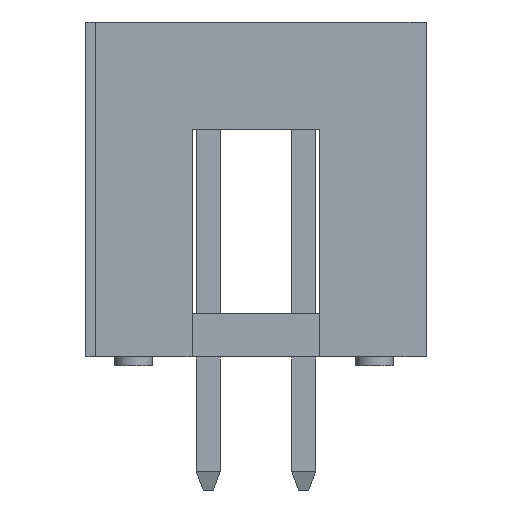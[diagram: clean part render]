
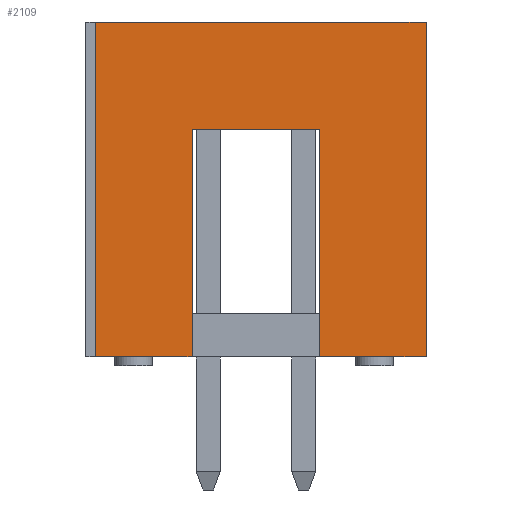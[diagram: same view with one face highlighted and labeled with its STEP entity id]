
A CAD part, left-side view. The second image highlights one B-rep face of the part: STEP entity #2109.
In plain terms, the highlighted planar face has unit normal (-1, 0, 0).
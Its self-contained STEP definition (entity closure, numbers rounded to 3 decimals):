
#209=FACE_OUTER_BOUND('',#323,.T.);
#323=EDGE_LOOP('',(#1431,#1432,#1433,#1434,#1435,#1436,#1437,#1438));
#450=LINE('',#3036,#699);
#451=LINE('',#3038,#700);
#452=LINE('',#3040,#701);
#453=LINE('',#3042,#702);
#454=LINE('',#3044,#703);
#455=LINE('',#3046,#704);
#456=LINE('',#3048,#705);
#457=LINE('',#3049,#706);
#699=VECTOR('',#2482,10.);
#700=VECTOR('',#2483,10.);
#701=VECTOR('',#2484,10.);
#702=VECTOR('',#2485,10.);
#703=VECTOR('',#2486,10.);
#704=VECTOR('',#2487,10.);
#705=VECTOR('',#2488,10.);
#706=VECTOR('',#2489,10.);
#948=VERTEX_POINT('',#3034);
#949=VERTEX_POINT('',#3035);
#950=VERTEX_POINT('',#3037);
#951=VERTEX_POINT('',#3039);
#952=VERTEX_POINT('',#3041);
#953=VERTEX_POINT('',#3043);
#954=VERTEX_POINT('',#3045);
#955=VERTEX_POINT('',#3047);
#1140=EDGE_CURVE('',#948,#949,#450,.T.);
#1141=EDGE_CURVE('',#950,#948,#451,.T.);
#1142=EDGE_CURVE('',#951,#950,#452,.T.);
#1143=EDGE_CURVE('',#952,#951,#453,.T.);
#1144=EDGE_CURVE('',#953,#952,#454,.T.);
#1145=EDGE_CURVE('',#954,#953,#455,.T.);
#1146=EDGE_CURVE('',#955,#954,#456,.T.);
#1147=EDGE_CURVE('',#949,#955,#457,.T.);
#1431=ORIENTED_EDGE('',*,*,#1140,.F.);
#1432=ORIENTED_EDGE('',*,*,#1141,.F.);
#1433=ORIENTED_EDGE('',*,*,#1142,.F.);
#1434=ORIENTED_EDGE('',*,*,#1143,.F.);
#1435=ORIENTED_EDGE('',*,*,#1144,.F.);
#1436=ORIENTED_EDGE('',*,*,#1145,.F.);
#1437=ORIENTED_EDGE('',*,*,#1146,.F.);
#1438=ORIENTED_EDGE('',*,*,#1147,.F.);
#2013=PLANE('',#2325);
#2109=ADVANCED_FACE('',(#209),#2013,.F.);
#2325=AXIS2_PLACEMENT_3D('',#3033,#2480,#2481);
#2480=DIRECTION('center_axis',(1.,0.,0.));
#2481=DIRECTION('ref_axis',(0.,1.,0.));
#2482=DIRECTION('',(0.,0.,-1.));
#2483=DIRECTION('',(0.,-1.,0.));
#2484=DIRECTION('',(0.,0.,-1.));
#2485=DIRECTION('',(0.,1.,0.));
#2486=DIRECTION('',(0.,0.,-1.));
#2487=DIRECTION('',(0.,-1.,0.));
#2488=DIRECTION('',(0.,0.,1.));
#2489=DIRECTION('',(0.,1.,0.));
#3033=CARTESIAN_POINT('Origin',(-10.15,-3.693,4.575));
#3034=CARTESIAN_POINT('',(-10.15,0.15,-1.65));
#3035=CARTESIAN_POINT('',(-10.15,0.15,-4.225));
#3036=CARTESIAN_POINT('',(-10.15,0.15,2.288));
#3037=CARTESIAN_POINT('',(-10.15,6.2,-1.65));
#3038=CARTESIAN_POINT('',(-10.15,1.253,-1.65));
#3039=CARTESIAN_POINT('',(-10.15,6.2,1.75));
#3040=CARTESIAN_POINT('',(-10.15,6.2,1.463));
#3041=CARTESIAN_POINT('',(-10.15,0.15,1.75));
#3042=CARTESIAN_POINT('',(-10.15,1.253,1.75));
#3043=CARTESIAN_POINT('',(-10.15,0.15,4.575));
#3044=CARTESIAN_POINT('',(-10.15,0.15,2.288));
#3045=CARTESIAN_POINT('',(-10.15,9.05,4.575));
#3046=CARTESIAN_POINT('',(-10.15,2.653,4.575));
#3047=CARTESIAN_POINT('',(-10.15,9.05,-4.225));
#3048=CARTESIAN_POINT('',(-10.15,9.05,2.288));
#3049=CARTESIAN_POINT('',(-10.15,-1.847,-4.225));
